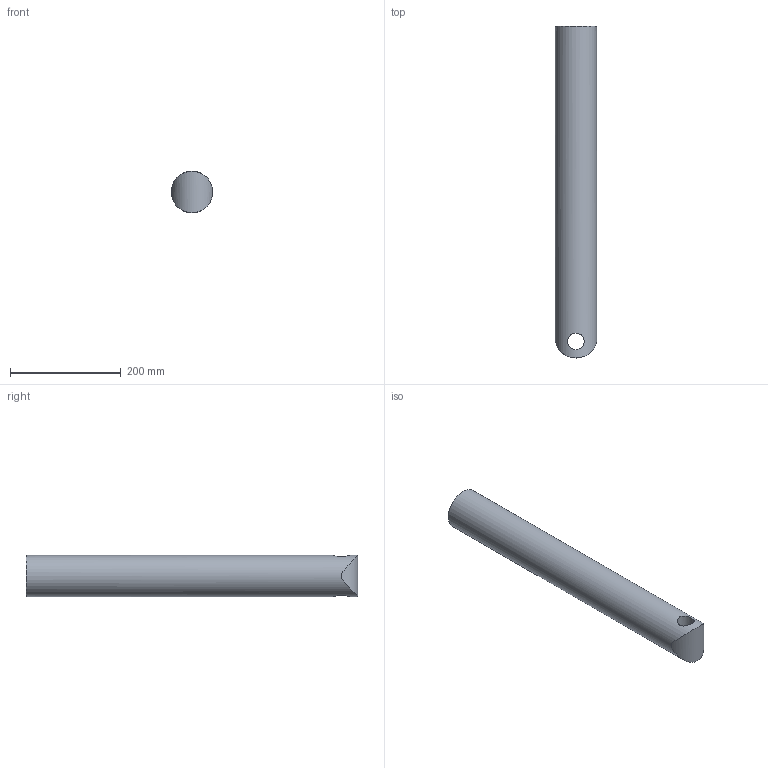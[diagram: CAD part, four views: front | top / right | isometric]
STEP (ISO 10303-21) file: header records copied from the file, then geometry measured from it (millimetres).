
FILE_DESCRIPTION(/* description */ (''),/* implementation_level */ '2;1');
FILE_NAME(/* name */ 'Cylinder_Bom.stp',/* time_stamp */ '2025-05-02T11:47:16+02:00',/* author */ ('elias'),/* organization */ (''),/* preprocessor_version */ 'ST-DEVELOPER v20.1',/* originating_system */ 'Autodesk Inventor 2026',/* authorisation */ '');
FILE_SCHEMA (('AUTOMOTIVE_DESIGN { 1 0 10303 214 3 1 1 }'));
Length unit declared in the file: millimetre
Products named in the file (1): Cylinder_Bom
Bounding box: 75 x 600 x 75 mm (x, y, z)
Volume: 1514479.2 mm3; surface area: 238416.6 mm2
Topology: 1 solids, 1 shells, 6 faces, 16 edges, 13 vertices
Faces by surface type: cylinder 4, plane 2
Full cylindrical faces by diameter (mm): 30 x1, 50 x1, 75 x1
Entity records: 838 total; most frequent: CARTESIAN_POINT 648, ORIENTED_EDGE 32, DIRECTION 23, EDGE_CURVE 16, VERTEX_POINT 13, B_SPLINE_CURVE_WITH_KNOTS 10, AXIS2_PLACEMENT_3D 10, EDGE_LOOP 9
